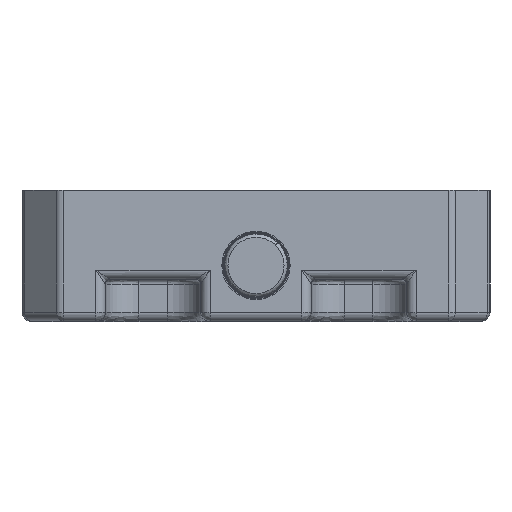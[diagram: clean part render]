
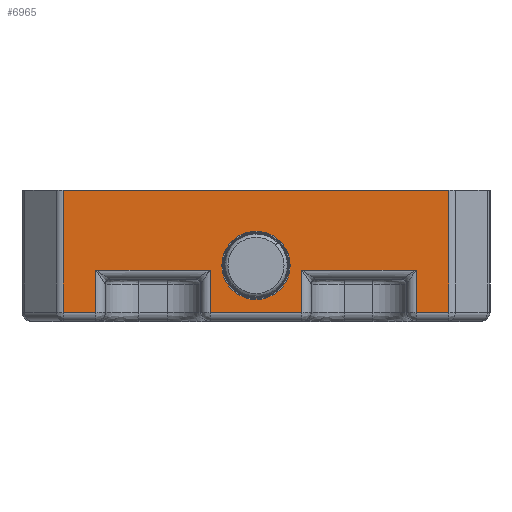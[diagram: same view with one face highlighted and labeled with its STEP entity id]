
A CAD part, front view. The second image highlights one B-rep face of the part: STEP entity #6965.
In plain terms, the highlighted planar face has unit normal (0, -1, 0).
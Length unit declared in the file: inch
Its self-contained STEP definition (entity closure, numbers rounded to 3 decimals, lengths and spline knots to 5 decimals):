
#89 = PLANE ( 'NONE',  #4695 ) ;
#194 = EDGE_CURVE ( 'NONE', #3945, #374, #5592, .T. ) ;
#229 = VERTEX_POINT ( 'NONE', #5908 ) ;
#235 = EDGE_CURVE ( 'NONE', #1184, #5859, #3041, .T. ) ;
#288 = LINE ( 'NONE', #2437, #1663 ) ;
#291 = ORIENTED_EDGE ( 'NONE', *, *, #3375, .F. ) ;
#366 = CARTESIAN_POINT ( 'NONE',  ( 1.17717, 0., 0.03937 ) ) ;
#374 = VERTEX_POINT ( 'NONE', #3752 ) ;
#409 = LINE ( 'NONE', #4730, #6043 ) ;
#425 = VECTOR ( 'NONE', #2092, 39.37008 ) ;
#758 = VECTOR ( 'NONE', #2199, 39.37008 ) ;
#777 = CIRCLE ( 'NONE', #856, 0.1437 ) ;
#811 = ORIENTED_EDGE ( 'NONE', *, *, #2609, .F. ) ;
#838 = CARTESIAN_POINT ( 'NONE',  ( 1.79472, 0., 0.55118 ) ) ;
#856 = AXIS2_PLACEMENT_3D ( 'NONE', #1438, #4721, #6268 ) ;
#907 = VERTEX_POINT ( 'NONE', #4112 ) ;
#912 = CARTESIAN_POINT ( 'NONE',  ( 1.79472, 0., 0.03937 ) ) ;
#1184 = VERTEX_POINT ( 'NONE', #838 ) ;
#1300 = EDGE_CURVE ( 'NONE', #229, #907, #2093, .T. ) ;
#1342 = EDGE_LOOP ( 'NONE', ( #3823, #811 ) ) ;
#1438 = CARTESIAN_POINT ( 'NONE',  ( 0.98425, 0., 0.23622 ) ) ;
#1663 = VECTOR ( 'NONE', #2856, 39.37008 ) ;
#1675 = DIRECTION ( 'NONE',  ( 0., 1., 0. ) ) ;
#1719 = VECTOR ( 'NONE', #3824, 39.37008 ) ;
#1735 = DIRECTION ( 'NONE',  ( 0., 0., 1. ) ) ;
#1744 = VECTOR ( 'NONE', #3643, 39.37008 ) ;
#1787 = CARTESIAN_POINT ( 'NONE',  ( 0.17379, 0., 0.03937 ) ) ;
#1942 = FACE_OUTER_BOUND ( 'NONE', #4244, .T. ) ;
#2040 = CARTESIAN_POINT ( 'NONE',  ( 0.31102, 0., 0.55118 ) ) ;
#2073 = CARTESIAN_POINT ( 'NONE',  ( 0.98425, 0., 0.37992 ) ) ;
#2080 = VERTEX_POINT ( 'NONE', #4735 ) ;
#2092 = DIRECTION ( 'NONE',  ( -1., 0., 0. ) ) ;
#2093 = LINE ( 'NONE', #6241, #2790 ) ;
#2162 = VECTOR ( 'NONE', #3214, 39.37008 ) ;
#2199 = DIRECTION ( 'NONE',  ( 0., 0., 1. ) ) ;
#2400 = LINE ( 'NONE', #5456, #758 ) ;
#2437 = CARTESIAN_POINT ( 'NONE',  ( 0.15748, 0., 0.03937 ) ) ;
#2498 = LINE ( 'NONE', #2040, #2162 ) ;
#2544 = VERTEX_POINT ( 'NONE', #1787 ) ;
#2599 = ORIENTED_EDGE ( 'NONE', *, *, #4494, .F. ) ;
#2609 = EDGE_CURVE ( 'NONE', #3243, #2972, #777, .T. ) ;
#2654 = VERTEX_POINT ( 'NONE', #6825 ) ;
#2655 = ORIENTED_EDGE ( 'NONE', *, *, #2788, .F. ) ;
#2658 = EDGE_CURVE ( 'NONE', #2972, #3243, #6076, .T. ) ;
#2748 = EDGE_CURVE ( 'NONE', #2654, #5930, #2498, .T. ) ;
#2788 = EDGE_CURVE ( 'NONE', #907, #3945, #5045, .T. ) ;
#2790 = VECTOR ( 'NONE', #3036, 39.37008 ) ;
#2812 = ORIENTED_EDGE ( 'NONE', *, *, #194, .F. ) ;
#2827 = VECTOR ( 'NONE', #2924, 39.37008 ) ;
#2856 = DIRECTION ( 'NONE',  ( -1., 0., 0. ) ) ;
#2858 = CARTESIAN_POINT ( 'NONE',  ( 0.79134, 0., 0.55118 ) ) ;
#2924 = DIRECTION ( 'NONE',  ( 0., 0., 1. ) ) ;
#2972 = VERTEX_POINT ( 'NONE', #6219 ) ;
#3017 = VERTEX_POINT ( 'NONE', #5640 ) ;
#3036 = DIRECTION ( 'NONE',  ( -1., 0., 0. ) ) ;
#3041 = LINE ( 'NONE', #5892, #6692 ) ;
#3044 = DIRECTION ( 'NONE',  ( 0., 0., 1. ) ) ;
#3058 = CARTESIAN_POINT ( 'NONE',  ( 0.15748, 0., 0.03937 ) ) ;
#3117 = CARTESIAN_POINT ( 'NONE',  ( 0.98425, 0., 0.23622 ) ) ;
#3183 = DIRECTION ( 'NONE',  ( 0., 0., -1. ) ) ;
#3214 = DIRECTION ( 'NONE',  ( 0., 0., -1. ) ) ;
#3243 = VERTEX_POINT ( 'NONE', #2073 ) ;
#3375 = EDGE_CURVE ( 'NONE', #5859, #3017, #6578, .T. ) ;
#3477 = ORIENTED_EDGE ( 'NONE', *, *, #2748, .F. ) ;
#3544 = ORIENTED_EDGE ( 'NONE', *, *, #235, .F. ) ;
#3643 = DIRECTION ( 'NONE',  ( -1., 0., 0. ) ) ;
#3657 = DIRECTION ( 'NONE',  ( 0., -1., 0. ) ) ;
#3660 = CARTESIAN_POINT ( 'NONE',  ( 0.31102, 0., 0.03937 ) ) ;
#3748 = ORIENTED_EDGE ( 'NONE', *, *, #5691, .F. ) ;
#3752 = CARTESIAN_POINT ( 'NONE',  ( 0.79134, 0., 0.03937 ) ) ;
#3823 = ORIENTED_EDGE ( 'NONE', *, *, #2658, .F. ) ;
#3824 = DIRECTION ( 'NONE',  ( 0., 0., -1. ) ) ;
#3945 = VERTEX_POINT ( 'NONE', #366 ) ;
#4112 = CARTESIAN_POINT ( 'NONE',  ( 1.17717, 0., 0.21654 ) ) ;
#4199 = ORIENTED_EDGE ( 'NONE', *, *, #5559, .F. ) ;
#4244 = EDGE_LOOP ( 'NONE', ( #2812, #2655, #6886, #4199, #291, #3544, #5011, #4287, #2599, #3477, #6816, #3748 ) ) ;
#4259 = LINE ( 'NONE', #2858, #2827 ) ;
#4287 = ORIENTED_EDGE ( 'NONE', *, *, #4368, .F. ) ;
#4317 = DIRECTION ( 'NONE',  ( -1., 0., 0. ) ) ;
#4368 = EDGE_CURVE ( 'NONE', #2544, #5079, #6531, .T. ) ;
#4389 = CARTESIAN_POINT ( 'NONE',  ( 0.15748, 0., 0.55118 ) ) ;
#4426 = AXIS2_PLACEMENT_3D ( 'NONE', #3117, #3657, #4699 ) ;
#4494 = EDGE_CURVE ( 'NONE', #5930, #2544, #288, .T. ) ;
#4534 = CARTESIAN_POINT ( 'NONE',  ( 0.17379, 0., 0.55118 ) ) ;
#4695 = AXIS2_PLACEMENT_3D ( 'NONE', #4389, #1675, #1735 ) ;
#4699 = DIRECTION ( 'NONE',  ( 0., 0., -1. ) ) ;
#4721 = DIRECTION ( 'NONE',  ( 0., -1., 0. ) ) ;
#4730 = CARTESIAN_POINT ( 'NONE',  ( 0.15748, 0., 0.55118 ) ) ;
#4735 = CARTESIAN_POINT ( 'NONE',  ( 0.79134, 0., 0.21654 ) ) ;
#4848 = FACE_BOUND ( 'NONE', #1342, .T. ) ;
#5011 = ORIENTED_EDGE ( 'NONE', *, *, #6781, .F. ) ;
#5014 = EDGE_CURVE ( 'NONE', #2080, #2654, #5977, .T. ) ;
#5045 = LINE ( 'NONE', #5848, #1719 ) ;
#5079 = VERTEX_POINT ( 'NONE', #4534 ) ;
#5125 = CARTESIAN_POINT ( 'NONE',  ( 0.17379, 0., 0.55118 ) ) ;
#5355 = CARTESIAN_POINT ( 'NONE',  ( 0.15748, 0., 0.21654 ) ) ;
#5456 = CARTESIAN_POINT ( 'NONE',  ( 1.65748, 0., 0.55118 ) ) ;
#5559 = EDGE_CURVE ( 'NONE', #3017, #229, #2400, .T. ) ;
#5592 = LINE ( 'NONE', #3058, #1744 ) ;
#5640 = CARTESIAN_POINT ( 'NONE',  ( 1.65748, 0., 0.03937 ) ) ;
#5691 = EDGE_CURVE ( 'NONE', #374, #2080, #4259, .T. ) ;
#5759 = VECTOR ( 'NONE', #3044, 39.37008 ) ;
#5848 = CARTESIAN_POINT ( 'NONE',  ( 1.17717, 0., 0.55118 ) ) ;
#5859 = VERTEX_POINT ( 'NONE', #912 ) ;
#5892 = CARTESIAN_POINT ( 'NONE',  ( 1.79472, 0., 0.55118 ) ) ;
#5908 = CARTESIAN_POINT ( 'NONE',  ( 1.65748, 0., 0.21654 ) ) ;
#5930 = VERTEX_POINT ( 'NONE', #3660 ) ;
#5977 = LINE ( 'NONE', #5355, #425 ) ;
#5982 = VECTOR ( 'NONE', #4317, 39.37008 ) ;
#6043 = VECTOR ( 'NONE', #6977, 39.37008 ) ;
#6076 = CIRCLE ( 'NONE', #4426, 0.1437 ) ;
#6219 = CARTESIAN_POINT ( 'NONE',  ( 0.98425, 0., 0.09252 ) ) ;
#6241 = CARTESIAN_POINT ( 'NONE',  ( 0.15748, 0., 0.21654 ) ) ;
#6268 = DIRECTION ( 'NONE',  ( 0., 0., -1. ) ) ;
#6511 = CARTESIAN_POINT ( 'NONE',  ( 0.15748, 0., 0.03937 ) ) ;
#6531 = LINE ( 'NONE', #5125, #5759 ) ;
#6578 = LINE ( 'NONE', #6511, #5982 ) ;
#6692 = VECTOR ( 'NONE', #3183, 39.37008 ) ;
#6781 = EDGE_CURVE ( 'NONE', #5079, #1184, #409, .T. ) ;
#6816 = ORIENTED_EDGE ( 'NONE', *, *, #5014, .F. ) ;
#6825 = CARTESIAN_POINT ( 'NONE',  ( 0.31102, 0., 0.21654 ) ) ;
#6886 = ORIENTED_EDGE ( 'NONE', *, *, #1300, .F. ) ;
#6965 = ADVANCED_FACE ( 'NONE', ( #1942, #4848 ), #89, .F. ) ;
#6977 = DIRECTION ( 'NONE',  ( 1., 0., 0. ) ) ;
